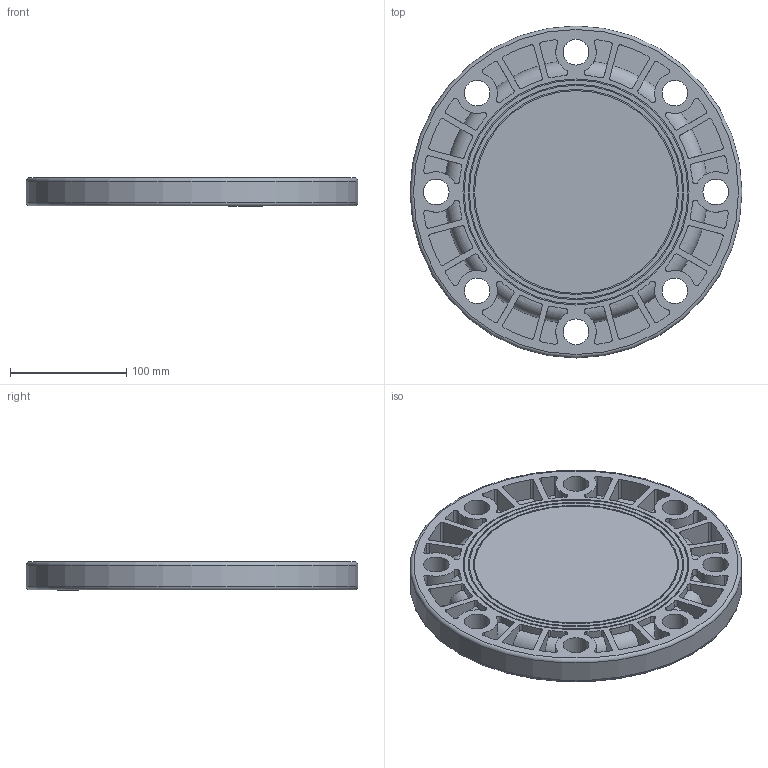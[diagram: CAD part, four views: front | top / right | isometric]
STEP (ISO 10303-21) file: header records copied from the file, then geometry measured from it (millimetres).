
FILE_DESCRIPTION(/* description */ (''),/* implementation_level */ '2;1');
FILE_NAME(/* name */ 'A916011PGQL.stp',/* time_stamp */ '2024-12-19T09:59:55+08:00',/* author */ (''),/* organization */ (''),/* preprocessor_version */ 'ST-DEVELOPER v16',/* originating_system */ 'SIEMENS PLM Software NX 10.0',/* authorisation */ '');
FILE_SCHEMA (('AUTOMOTIVE_DESIGN { 1 0 10303 214 3 1 1 1 }'));
Length unit declared in the file: millimetre
Products named in the file (1): gelv0FB88CDEpsgv
Bounding box: 285 x 285 x 24.45 mm (x, y, z)
Volume: 854922.3 mm3; surface area: 214827.6 mm2
Topology: 1 solids, 1 shells, 490 faces, 1282 edges, 855 vertices
Faces by surface type: plane 220, cylinder 215, extrusion 29, torus 26
Full cylindrical faces by diameter (mm): 4.667 x1, 6.222 x1, 22 x8, 24.1 x1, 174.1 x1, 176.1 x1, 183.1 x1, 185.1 x1, 192.1 x1, 194.1 x1, 197.7 x1, 285 x1
Entity records: 21441 total; most frequent: CARTESIAN_POINT 9909, ORIENTED_EDGE 2512, DIRECTION 2142, EDGE_CURVE 1256, VERTEX_POINT 850, AXIS2_PLACEMENT_3D 847, EDGE_LOOP 588, ADVANCED_FACE 490
